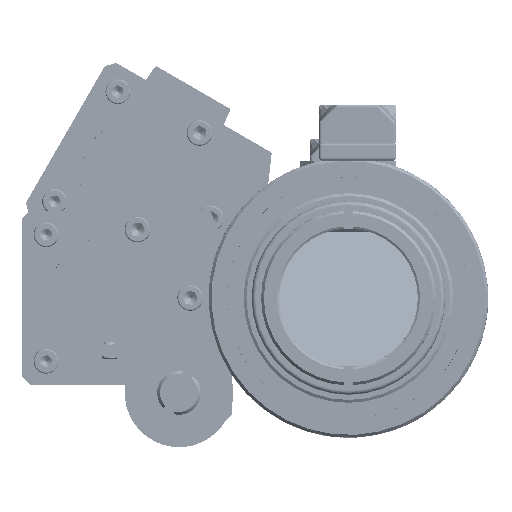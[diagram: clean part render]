
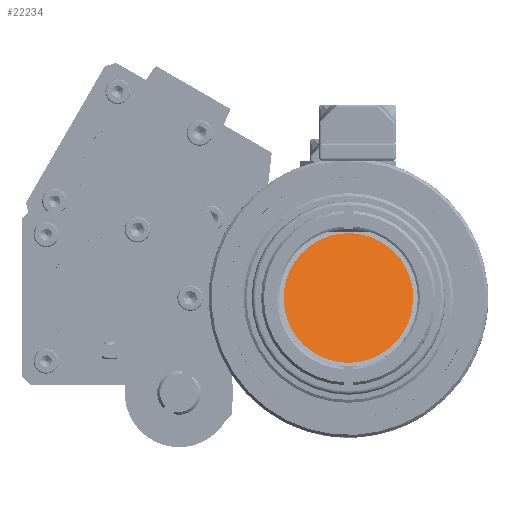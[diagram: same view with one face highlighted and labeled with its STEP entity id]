
A CAD part, left-side view. The second image highlights one B-rep face of the part: STEP entity #22234.
In plain terms, the highlighted face is planar.
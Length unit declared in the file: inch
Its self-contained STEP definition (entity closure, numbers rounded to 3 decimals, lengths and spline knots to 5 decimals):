
#4810=ELLIPSE('',#24013,0.464,0.655);
#5004=PLANE('',#24015);
#7050=FACE_OUTER_BOUND('',#8713,.T.);
#8713=EDGE_LOOP('',(#17268));
#11516=VERTEX_POINT('',#37277);
#13748=EDGE_CURVE('',#11516,#11516,#4810,.T.);
#17268=ORIENTED_EDGE('',*,*,#13748,.F.);
#22234=ADVANCED_FACE('',(#7050),#5004,.T.);
#24013=AXIS2_PLACEMENT_3D('',#37278,#27321,#27322);
#24015=AXIS2_PLACEMENT_3D('',#37283,#27325,#27326);
#27321=DIRECTION('center_axis',(0.,0.,-1.));
#27322=DIRECTION('ref_axis',(1.,0.,0.));
#27325=DIRECTION('center_axis',(0.,0.,1.));
#27326=DIRECTION('ref_axis',(1.,0.,0.));
#37277=CARTESIAN_POINT('',(-0.464,0.675,0.02));
#37278=CARTESIAN_POINT('Origin',(0.,0.675,0.02));
#37283=CARTESIAN_POINT('Origin',(-0.04218,0.675,0.02));
